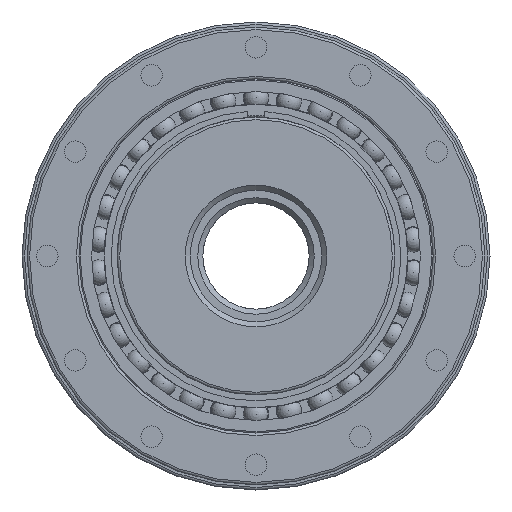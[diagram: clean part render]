
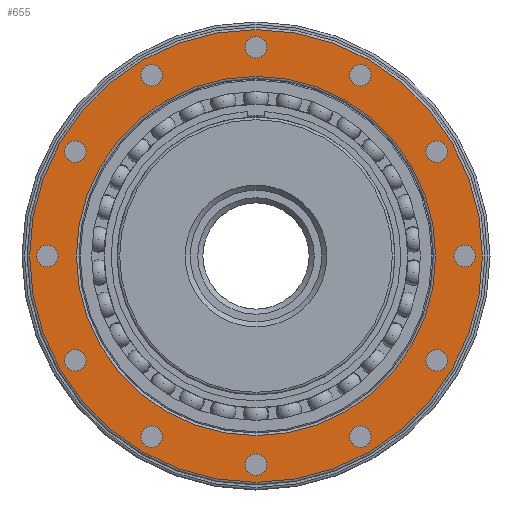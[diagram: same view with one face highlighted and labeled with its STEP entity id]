
A CAD part, left-side view. The second image highlights one B-rep face of the part: STEP entity #655.
In plain terms, the highlighted planar face has unit normal (-1, 0, 0).
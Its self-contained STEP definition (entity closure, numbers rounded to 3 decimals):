
#655 = ADVANCED_FACE( '', ( #1647, #1648, #1649, #1650, #1651, #1652, #1653, #1654, #1655, #1656, #1657, #1658, #1659, #1660 ), #1661, .T. );
#1647 = FACE_OUTER_BOUND( '', #3089, .T. );
#1648 = FACE_BOUND( '', #3090, .T. );
#1649 = FACE_BOUND( '', #3091, .T. );
#1650 = FACE_BOUND( '', #3092, .T. );
#1651 = FACE_BOUND( '', #3093, .T. );
#1652 = FACE_BOUND( '', #3094, .T. );
#1653 = FACE_BOUND( '', #3095, .T. );
#1654 = FACE_BOUND( '', #3096, .T. );
#1655 = FACE_BOUND( '', #3097, .T. );
#1656 = FACE_BOUND( '', #3098, .T. );
#1657 = FACE_BOUND( '', #3099, .T. );
#1658 = FACE_BOUND( '', #3100, .T. );
#1659 = FACE_BOUND( '', #3101, .T. );
#1660 = FACE_BOUND( '', #3102, .T. );
#1661 = PLANE( '', #3103 );
#3089 = EDGE_LOOP( '', ( #5384 ) );
#3090 = EDGE_LOOP( '', ( #5385 ) );
#3091 = EDGE_LOOP( '', ( #5386 ) );
#3092 = EDGE_LOOP( '', ( #5387 ) );
#3093 = EDGE_LOOP( '', ( #5388 ) );
#3094 = EDGE_LOOP( '', ( #5389 ) );
#3095 = EDGE_LOOP( '', ( #5390 ) );
#3096 = EDGE_LOOP( '', ( #5391 ) );
#3097 = EDGE_LOOP( '', ( #5392 ) );
#3098 = EDGE_LOOP( '', ( #5393 ) );
#3099 = EDGE_LOOP( '', ( #5394 ) );
#3100 = EDGE_LOOP( '', ( #5395 ) );
#3101 = EDGE_LOOP( '', ( #5396 ) );
#3102 = EDGE_LOOP( '', ( #5397 ) );
#3103 = AXIS2_PLACEMENT_3D( '', #5398, #5399, #5400 );
#5384 = ORIENTED_EDGE( '', *, *, #8864, .T. );
#5385 = ORIENTED_EDGE( '', *, *, #8865, .T. );
#5386 = ORIENTED_EDGE( '', *, *, #8866, .T. );
#5387 = ORIENTED_EDGE( '', *, *, #8867, .T. );
#5388 = ORIENTED_EDGE( '', *, *, #8868, .T. );
#5389 = ORIENTED_EDGE( '', *, *, #8673, .T. );
#5390 = ORIENTED_EDGE( '', *, *, #8869, .T. );
#5391 = ORIENTED_EDGE( '', *, *, #8870, .T. );
#5392 = ORIENTED_EDGE( '', *, *, #8684, .T. );
#5393 = ORIENTED_EDGE( '', *, *, #8871, .T. );
#5394 = ORIENTED_EDGE( '', *, *, #8692, .T. );
#5395 = ORIENTED_EDGE( '', *, *, #8872, .T. );
#5396 = ORIENTED_EDGE( '', *, *, #8873, .T. );
#5397 = ORIENTED_EDGE( '', *, *, #8874, .F. );
#5398 = CARTESIAN_POINT( '', ( -42.056, 0., 71. ) );
#5399 = DIRECTION( '', ( -1., 0., 0. ) );
#5400 = DIRECTION( '', ( 0., 0., 1. ) );
#8673 = EDGE_CURVE( '', #10706, #10706, #10707, .T. );
#8684 = EDGE_CURVE( '', #10721, #10721, #10722, .T. );
#8692 = EDGE_CURVE( '', #10735, #10735, #10736, .T. );
#8864 = EDGE_CURVE( '', #11007, #11007, #11008, .T. );
#8865 = EDGE_CURVE( '', #11009, #11009, #11010, .T. );
#8866 = EDGE_CURVE( '', #11011, #11011, #11012, .T. );
#8867 = EDGE_CURVE( '', #11013, #11013, #11014, .T. );
#8868 = EDGE_CURVE( '', #11015, #11015, #11016, .T. );
#8869 = EDGE_CURVE( '', #11017, #11017, #11018, .T. );
#8870 = EDGE_CURVE( '', #11019, #11019, #11020, .T. );
#8871 = EDGE_CURVE( '', #11021, #11021, #11022, .T. );
#8872 = EDGE_CURVE( '', #11023, #11023, #11024, .T. );
#8873 = EDGE_CURVE( '', #11025, #11025, #11026, .T. );
#8874 = EDGE_CURVE( '', #11027, #11027, #11028, .T. );
#10706 = VERTEX_POINT( '', #15742 );
#10707 = CIRCLE( '', #15743, 4.25 );
#10721 = VERTEX_POINT( '', #15757 );
#10722 = CIRCLE( '', #15758, 4.25 );
#10735 = VERTEX_POINT( '', #15777 );
#10736 = CIRCLE( '', #15778, 4.25 );
#11007 = VERTEX_POINT( '', #17106 );
#11008 = CIRCLE( '', #17107, 89.5 );
#11009 = VERTEX_POINT( '', #17108 );
#11010 = CIRCLE( '', #17109, 4.25 );
#11011 = VERTEX_POINT( '', #17110 );
#11012 = CIRCLE( '', #17111, 4.25 );
#11013 = VERTEX_POINT( '', #17112 );
#11014 = CIRCLE( '', #17113, 4.25 );
#11015 = VERTEX_POINT( '', #17114 );
#11016 = CIRCLE( '', #17115, 4.25 );
#11017 = VERTEX_POINT( '', #17116 );
#11018 = CIRCLE( '', #17117, 4.25 );
#11019 = VERTEX_POINT( '', #17118 );
#11020 = CIRCLE( '', #17119, 4.25 );
#11021 = VERTEX_POINT( '', #17120 );
#11022 = CIRCLE( '', #17121, 4.25 );
#11023 = VERTEX_POINT( '', #17122 );
#11024 = CIRCLE( '', #17123, 4.25 );
#11025 = VERTEX_POINT( '', #17124 );
#11026 = CIRCLE( '', #17125, 4.25 );
#11027 = VERTEX_POINT( '', #17126 );
#11028 = CIRCLE( '', #17127, 71. );
#15742 = CARTESIAN_POINT( '', ( -42.056, 41.25, 75.697 ) );
#15743 = AXIS2_PLACEMENT_3D( '', #23606, #23607, #23608 );
#15757 = CARTESIAN_POINT( '', ( -42.056, 71.447, -37. ) );
#15758 = AXIS2_PLACEMENT_3D( '', #23621, #23622, #23623 );
#15777 = CARTESIAN_POINT( '', ( -42.056, 41.25, -67.197 ) );
#15778 = AXIS2_PLACEMENT_3D( '', #23633, #23634, #23635 );
#17106 = CARTESIAN_POINT( '', ( -42.056, 0., 89.5 ) );
#17107 = AXIS2_PLACEMENT_3D( '', #23826, #23827, #23828 );
#17108 = CARTESIAN_POINT( '', ( -42.056, -82.5, 4.25 ) );
#17109 = AXIS2_PLACEMENT_3D( '', #23829, #23830, #23831 );
#17110 = CARTESIAN_POINT( '', ( -42.056, -71.447, 45.5 ) );
#17111 = AXIS2_PLACEMENT_3D( '', #23832, #23833, #23834 );
#17112 = CARTESIAN_POINT( '', ( -42.056, -41.25, 75.697 ) );
#17113 = AXIS2_PLACEMENT_3D( '', #23835, #23836, #23837 );
#17114 = CARTESIAN_POINT( '', ( -42.056, 0., 86.75 ) );
#17115 = AXIS2_PLACEMENT_3D( '', #23838, #23839, #23840 );
#17116 = CARTESIAN_POINT( '', ( -42.056, 71.447, 45.5 ) );
#17117 = AXIS2_PLACEMENT_3D( '', #23841, #23842, #23843 );
#17118 = CARTESIAN_POINT( '', ( -42.056, 82.5, 4.25 ) );
#17119 = AXIS2_PLACEMENT_3D( '', #23844, #23845, #23846 );
#17120 = CARTESIAN_POINT( '', ( -42.056, 0., -78.25 ) );
#17121 = AXIS2_PLACEMENT_3D( '', #23847, #23848, #23849 );
#17122 = CARTESIAN_POINT( '', ( -42.056, -41.25, -67.197 ) );
#17123 = AXIS2_PLACEMENT_3D( '', #23850, #23851, #23852 );
#17124 = CARTESIAN_POINT( '', ( -42.056, -71.447, -37. ) );
#17125 = AXIS2_PLACEMENT_3D( '', #23853, #23854, #23855 );
#17126 = CARTESIAN_POINT( '', ( -42.056, 0., 71. ) );
#17127 = AXIS2_PLACEMENT_3D( '', #23856, #23857, #23858 );
#23606 = CARTESIAN_POINT( '', ( -42.056, 41.25, 71.447 ) );
#23607 = DIRECTION( '', ( 1., 0., 0. ) );
#23608 = DIRECTION( '', ( 0., 0., 1. ) );
#23621 = CARTESIAN_POINT( '', ( -42.056, 71.447, -41.25 ) );
#23622 = DIRECTION( '', ( 1., 0., 0. ) );
#23623 = DIRECTION( '', ( 0., 0., 1. ) );
#23633 = CARTESIAN_POINT( '', ( -42.056, 41.25, -71.447 ) );
#23634 = DIRECTION( '', ( 1., 0., 0. ) );
#23635 = DIRECTION( '', ( 0., 0., 1. ) );
#23826 = CARTESIAN_POINT( '', ( -42.056, 0., 0. ) );
#23827 = DIRECTION( '', ( -1., 0., 0. ) );
#23828 = DIRECTION( '', ( 0., 0., 1. ) );
#23829 = CARTESIAN_POINT( '', ( -42.056, -82.5, 0. ) );
#23830 = DIRECTION( '', ( 1., 0., 0. ) );
#23831 = DIRECTION( '', ( 0., 0., 1. ) );
#23832 = CARTESIAN_POINT( '', ( -42.056, -71.447, 41.25 ) );
#23833 = DIRECTION( '', ( 1., 0., 0. ) );
#23834 = DIRECTION( '', ( 0., 0., 1. ) );
#23835 = CARTESIAN_POINT( '', ( -42.056, -41.25, 71.447 ) );
#23836 = DIRECTION( '', ( 1., 0., 0. ) );
#23837 = DIRECTION( '', ( 0., 0., 1. ) );
#23838 = CARTESIAN_POINT( '', ( -42.056, 0., 82.5 ) );
#23839 = DIRECTION( '', ( 1., 0., 0. ) );
#23840 = DIRECTION( '', ( 0., 0., 1. ) );
#23841 = CARTESIAN_POINT( '', ( -42.056, 71.447, 41.25 ) );
#23842 = DIRECTION( '', ( 1., 0., 0. ) );
#23843 = DIRECTION( '', ( 0., 0., 1. ) );
#23844 = CARTESIAN_POINT( '', ( -42.056, 82.5, 0. ) );
#23845 = DIRECTION( '', ( 1., 0., 0. ) );
#23846 = DIRECTION( '', ( 0., 0., 1. ) );
#23847 = CARTESIAN_POINT( '', ( -42.056, 0., -82.5 ) );
#23848 = DIRECTION( '', ( 1., 0., 0. ) );
#23849 = DIRECTION( '', ( 0., 0., 1. ) );
#23850 = CARTESIAN_POINT( '', ( -42.056, -41.25, -71.447 ) );
#23851 = DIRECTION( '', ( 1., 0., 0. ) );
#23852 = DIRECTION( '', ( 0., 0., 1. ) );
#23853 = CARTESIAN_POINT( '', ( -42.056, -71.447, -41.25 ) );
#23854 = DIRECTION( '', ( 1., 0., 0. ) );
#23855 = DIRECTION( '', ( 0., 0., 1. ) );
#23856 = CARTESIAN_POINT( '', ( -42.056, 0., 0. ) );
#23857 = DIRECTION( '', ( -1., 0., 0. ) );
#23858 = DIRECTION( '', ( 0., 0., 1. ) );
